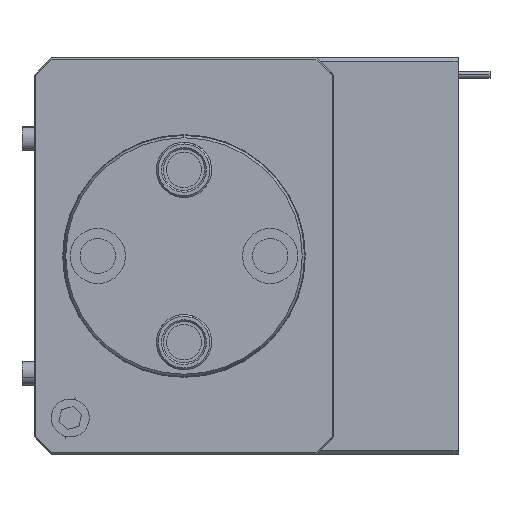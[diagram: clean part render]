
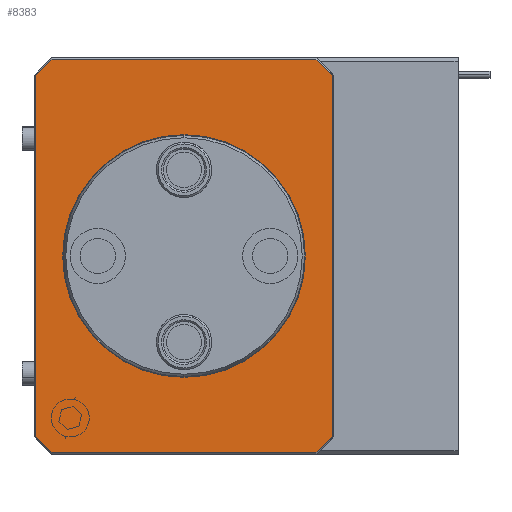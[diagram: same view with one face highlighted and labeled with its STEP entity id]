
A CAD part, left-side view. The second image highlights one B-rep face of the part: STEP entity #8383.
In plain terms, the highlighted face is planar.
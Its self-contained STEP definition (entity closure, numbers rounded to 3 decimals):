
#686 = VECTOR ( 'NONE', #36558, 1000. ) ;
#1024 = ORIENTED_EDGE ( 'NONE', *, *, #25612, .T. ) ;
#2401 = VECTOR ( 'NONE', #9540, 1000. ) ;
#2414 = ORIENTED_EDGE ( 'NONE', *, *, #30105, .T. ) ;
#2418 = LINE ( 'NONE', #40095, #686 ) ;
#2913 = DIRECTION ( 'NONE',  ( 0.707, -0.707, 0. ) ) ;
#3630 = CARTESIAN_POINT ( 'NONE',  ( -57., -38.293, 16. ) ) ;
#4097 = CARTESIAN_POINT ( 'NONE',  ( 52.293, 43., 16. ) ) ;
#4143 = AXIS2_PLACEMENT_3D ( 'NONE', #20628, #9586, #28425 ) ;
#4236 = EDGE_CURVE ( 'NONE', #39652, #14708, #22457, .T. ) ;
#5318 = VECTOR ( 'NONE', #41984, 1000. ) ;
#5576 = CARTESIAN_POINT ( 'NONE',  ( 52.146, 43.146, 16. ) ) ;
#5971 = DIRECTION ( 'NONE',  ( 0., 0., -1. ) ) ;
#6962 = ORIENTED_EDGE ( 'NONE', *, *, #39141, .T. ) ;
#7888 = CARTESIAN_POINT ( 'NONE',  ( -57., 0., 16. ) ) ;
#8383 = ADVANCED_FACE ( 'NONE', ( #9536, #47380 ), #12696, .F. ) ;
#9005 = VERTEX_POINT ( 'NONE', #32316 ) ;
#9536 = FACE_BOUND ( 'NONE', #25115, .T. ) ;
#9540 = DIRECTION ( 'NONE',  ( 1., 0., 0. ) ) ;
#9586 = DIRECTION ( 'NONE',  ( 0., 0., -1. ) ) ;
#10341 = DIRECTION ( 'NONE',  ( 0., 1., 0. ) ) ;
#10543 = EDGE_CURVE ( 'NONE', #28795, #10976, #29949, .T. ) ;
#10861 = EDGE_CURVE ( 'NONE', #38313, #17975, #33365, .T. ) ;
#10976 = VERTEX_POINT ( 'NONE', #32503 ) ;
#12696 = PLANE ( 'NONE',  #46837 ) ;
#14708 = VERTEX_POINT ( 'NONE', #29410 ) ;
#16079 = CIRCLE ( 'NONE', #4143, 35.2 ) ;
#17301 = EDGE_CURVE ( 'NONE', #40182, #9005, #46641, .T. ) ;
#17975 = VERTEX_POINT ( 'NONE', #23555 ) ;
#20212 = DIRECTION ( 'NONE',  ( -1., 0., 0. ) ) ;
#20628 = CARTESIAN_POINT ( 'NONE',  ( 0., 0., 16. ) ) ;
#20643 = VERTEX_POINT ( 'NONE', #4097 ) ;
#21196 = AXIS2_PLACEMENT_3D ( 'NONE', #36243, #36402, #40092 ) ;
#21651 = CARTESIAN_POINT ( 'NONE',  ( 57., 0., 16. ) ) ;
#21965 = DIRECTION ( 'NONE',  ( 0., -1., 0. ) ) ;
#22457 = CIRCLE ( 'NONE', #21196, 35.2 ) ;
#22994 = CARTESIAN_POINT ( 'NONE',  ( 57., -38.293, 16. ) ) ;
#23555 = CARTESIAN_POINT ( 'NONE',  ( -57., 38.293, 16. ) ) ;
#25115 = EDGE_LOOP ( 'NONE', ( #35014, #47019 ) ) ;
#25612 = EDGE_CURVE ( 'NONE', #9005, #44123, #47079, .T. ) ;
#25922 = EDGE_CURVE ( 'NONE', #20643, #38313, #29220, .T. ) ;
#27639 = DIRECTION ( 'NONE',  ( -0.707, 0.707, 0. ) ) ;
#28425 = DIRECTION ( 'NONE',  ( -1., 0., 0. ) ) ;
#28795 = VERTEX_POINT ( 'NONE', #22994 ) ;
#29220 = LINE ( 'NONE', #41180, #32696 ) ;
#29410 = CARTESIAN_POINT ( 'NONE',  ( -35.2, 0., 16. ) ) ;
#29949 = LINE ( 'NONE', #21651, #33960 ) ;
#30105 = EDGE_CURVE ( 'NONE', #10976, #20643, #45041, .T. ) ;
#31012 = ORIENTED_EDGE ( 'NONE', *, *, #17301, .T. ) ;
#31073 = EDGE_LOOP ( 'NONE', ( #46781, #2414, #44242, #42316, #6962, #31012, #1024, #33350 ) ) ;
#31237 = CARTESIAN_POINT ( 'NONE',  ( -57.146, 38.146, 16. ) ) ;
#32316 = CARTESIAN_POINT ( 'NONE',  ( -52.293, -43., 16. ) ) ;
#32503 = CARTESIAN_POINT ( 'NONE',  ( 57., 38.293, 16. ) ) ;
#32696 = VECTOR ( 'NONE', #45215, 1000. ) ;
#33350 = ORIENTED_EDGE ( 'NONE', *, *, #33855, .T. ) ;
#33365 = LINE ( 'NONE', #31237, #5318 ) ;
#33591 = CARTESIAN_POINT ( 'NONE',  ( 35.2, 0., 16. ) ) ;
#33855 = EDGE_CURVE ( 'NONE', #44123, #28795, #2418, .T. ) ;
#33960 = VECTOR ( 'NONE', #10341, 1000. ) ;
#34628 = EDGE_CURVE ( 'NONE', #14708, #39652, #16079, .T. ) ;
#35014 = ORIENTED_EDGE ( 'NONE', *, *, #4236, .T. ) ;
#36228 = LINE ( 'NONE', #7888, #46570 ) ;
#36243 = CARTESIAN_POINT ( 'NONE',  ( 0., 0., 16. ) ) ;
#36331 = CARTESIAN_POINT ( 'NONE',  ( -52.146, -43.146, 16. ) ) ;
#36402 = DIRECTION ( 'NONE',  ( 0., 0., -1. ) ) ;
#36558 = DIRECTION ( 'NONE',  ( 0.707, 0.707, 0. ) ) ;
#36850 = VECTOR ( 'NONE', #2913, 1000. ) ;
#38313 = VERTEX_POINT ( 'NONE', #39192 ) ;
#38316 = CARTESIAN_POINT ( 'NONE',  ( 0., 0., 16. ) ) ;
#39141 = EDGE_CURVE ( 'NONE', #17975, #40182, #36228, .T. ) ;
#39192 = CARTESIAN_POINT ( 'NONE',  ( -52.293, 43., 16. ) ) ;
#39652 = VERTEX_POINT ( 'NONE', #33591 ) ;
#40092 = DIRECTION ( 'NONE',  ( -1., 0., 0. ) ) ;
#40095 = CARTESIAN_POINT ( 'NONE',  ( 57.146, -38.146, 16. ) ) ;
#40182 = VERTEX_POINT ( 'NONE', #3630 ) ;
#41180 = CARTESIAN_POINT ( 'NONE',  ( 0., 43., 16. ) ) ;
#41984 = DIRECTION ( 'NONE',  ( -0.707, -0.707, 0. ) ) ;
#42316 = ORIENTED_EDGE ( 'NONE', *, *, #10861, .T. ) ;
#42743 = VECTOR ( 'NONE', #27639, 1000. ) ;
#42780 = CARTESIAN_POINT ( 'NONE',  ( 52.293, -43., 16. ) ) ;
#44123 = VERTEX_POINT ( 'NONE', #42780 ) ;
#44242 = ORIENTED_EDGE ( 'NONE', *, *, #25922, .T. ) ;
#45041 = LINE ( 'NONE', #5576, #42743 ) ;
#45215 = DIRECTION ( 'NONE',  ( -1., 0., 0. ) ) ;
#46387 = CARTESIAN_POINT ( 'NONE',  ( 0., -43., 16. ) ) ;
#46570 = VECTOR ( 'NONE', #21965, 1000. ) ;
#46641 = LINE ( 'NONE', #36331, #36850 ) ;
#46781 = ORIENTED_EDGE ( 'NONE', *, *, #10543, .T. ) ;
#46837 = AXIS2_PLACEMENT_3D ( 'NONE', #38316, #5971, #20212 ) ;
#47019 = ORIENTED_EDGE ( 'NONE', *, *, #34628, .T. ) ;
#47079 = LINE ( 'NONE', #46387, #2401 ) ;
#47380 = FACE_OUTER_BOUND ( 'NONE', #31073, .T. ) ;
